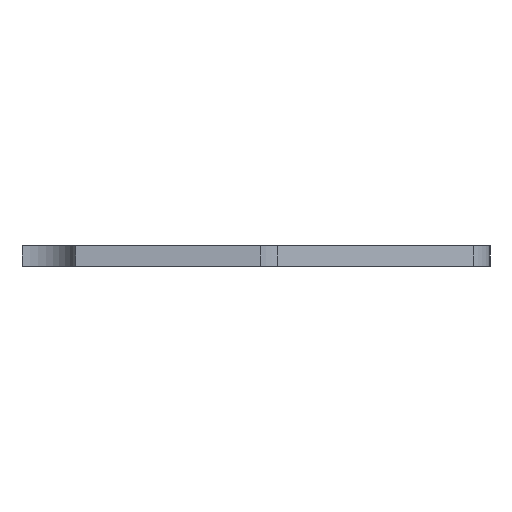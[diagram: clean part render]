
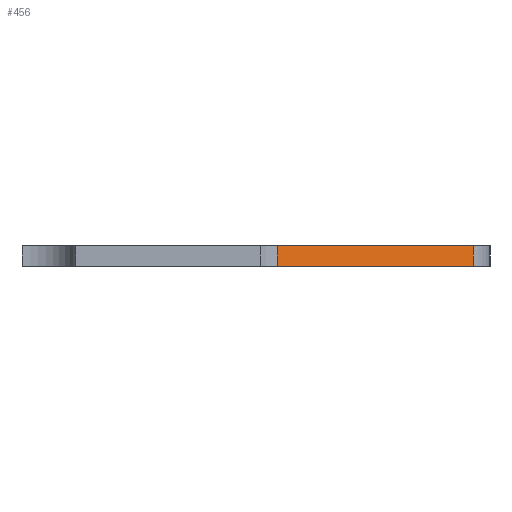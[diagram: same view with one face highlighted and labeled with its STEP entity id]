
A CAD part, left-side view. The second image highlights one B-rep face of the part: STEP entity #456.
In plain terms, the highlighted planar face has unit normal (-0.866, -0.5, 0).
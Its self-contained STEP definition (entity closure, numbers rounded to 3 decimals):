
#2 = CARTESIAN_POINT ( 'NONE',  ( 229.898, 188.35, 3. ) ) ;
#25 = EDGE_CURVE ( 'NONE', #543, #224, #299, .T. ) ;
#38 = PLANE ( 'NONE',  #157 ) ;
#71 = VERTEX_POINT ( 'NONE', #363 ) ;
#98 = VECTOR ( 'NONE', #292, 1000. ) ;
#125 = VERTEX_POINT ( 'NONE', #437 ) ;
#128 = DIRECTION ( 'NONE',  ( 0.5, -0.866, 0. ) ) ;
#137 = CARTESIAN_POINT ( 'NONE',  ( 246.837, 159.011, 3. ) ) ;
#157 = AXIS2_PLACEMENT_3D ( 'NONE', #298, #247, #128 ) ;
#202 = VECTOR ( 'NONE', #518, 1000. ) ;
#224 = VERTEX_POINT ( 'NONE', #667 ) ;
#247 = DIRECTION ( 'NONE',  ( -0.866, -0.5, 0. ) ) ;
#248 = CARTESIAN_POINT ( 'NONE',  ( 253.981, 146.636, 0. ) ) ;
#292 = DIRECTION ( 'NONE',  ( 0., 0., -1. ) ) ;
#298 = CARTESIAN_POINT ( 'NONE',  ( 253.981, 146.636, 3. ) ) ;
#299 = LINE ( 'NONE', #248, #354 ) ;
#305 = VECTOR ( 'NONE', #554, 1000. ) ;
#354 = VECTOR ( 'NONE', #693, 1000. ) ;
#363 = CARTESIAN_POINT ( 'NONE',  ( 229.898, 188.35, 3. ) ) ;
#370 = LINE ( 'NONE', #545, #305 ) ;
#376 = EDGE_CURVE ( 'NONE', #71, #224, #565, .T. ) ;
#410 = FACE_OUTER_BOUND ( 'NONE', #672, .T. ) ;
#420 = EDGE_CURVE ( 'NONE', #125, #543, #527, .T. ) ;
#437 = CARTESIAN_POINT ( 'NONE',  ( 246.837, 159.011, 3. ) ) ;
#456 = ADVANCED_FACE ( 'NONE', ( #410 ), #38, .T. ) ;
#469 = ORIENTED_EDGE ( 'NONE', *, *, #420, .F. ) ;
#500 = ORIENTED_EDGE ( 'NONE', *, *, #25, .F. ) ;
#516 = ORIENTED_EDGE ( 'NONE', *, *, #376, .T. ) ;
#518 = DIRECTION ( 'NONE',  ( 0., 0., -1. ) ) ;
#527 = LINE ( 'NONE', #137, #98 ) ;
#543 = VERTEX_POINT ( 'NONE', #612 ) ;
#545 = CARTESIAN_POINT ( 'NONE',  ( 253.981, 146.636, 3. ) ) ;
#554 = DIRECTION ( 'NONE',  ( -0.5, 0.866, 0. ) ) ;
#565 = LINE ( 'NONE', #2, #202 ) ;
#568 = ORIENTED_EDGE ( 'NONE', *, *, #601, .T. ) ;
#601 = EDGE_CURVE ( 'NONE', #125, #71, #370, .T. ) ;
#612 = CARTESIAN_POINT ( 'NONE',  ( 246.837, 159.011, 0. ) ) ;
#667 = CARTESIAN_POINT ( 'NONE',  ( 229.898, 188.35, 0. ) ) ;
#672 = EDGE_LOOP ( 'NONE', ( #500, #469, #568, #516 ) ) ;
#693 = DIRECTION ( 'NONE',  ( -0.5, 0.866, 0. ) ) ;
